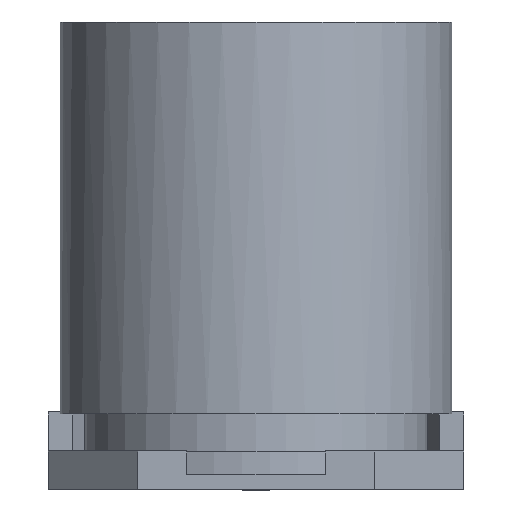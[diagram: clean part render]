
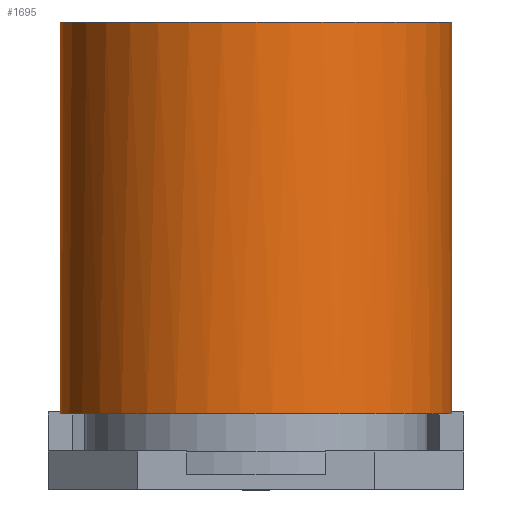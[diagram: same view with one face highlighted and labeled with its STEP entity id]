
A CAD part, left-side view. The second image highlights one B-rep face of the part: STEP entity #1695.
In plain terms, the highlighted cylindrical face has radius 9 mm (diameter 18 mm), a full revolution.
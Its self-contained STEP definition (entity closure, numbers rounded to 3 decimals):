
#1643 = EDGE_CURVE('',#1644,#1646,#1648,.T.);
#1644 = VERTEX_POINT('',#1645);
#1645 = CARTESIAN_POINT('',(9.,0.,3.499));
#1646 = VERTEX_POINT('',#1647);
#1647 = CARTESIAN_POINT('',(8.418,3.183,3.499));
#1648 = CIRCLE('',#1649,9.);
#1649 = AXIS2_PLACEMENT_3D('',#1650,#1651,#1652);
#1650 = CARTESIAN_POINT('',(0.,0.,3.499));
#1651 = DIRECTION('',(0.,0.,1.));
#1652 = DIRECTION('',(1.,0.,0.));
#1654 = EDGE_CURVE('',#1655,#1644,#1657,.T.);
#1655 = VERTEX_POINT('',#1656);
#1656 = CARTESIAN_POINT('',(8.418,-3.183,3.499));
#1657 = CIRCLE('',#1658,9.);
#1658 = AXIS2_PLACEMENT_3D('',#1659,#1660,#1661);
#1659 = CARTESIAN_POINT('',(0.,0.,3.499));
#1660 = DIRECTION('',(0.,0.,1.));
#1661 = DIRECTION('',(1.,0.,0.));
#1664 = VERTEX_POINT('',#1665);
#1665 = CARTESIAN_POINT('',(3.183,-8.418,3.499));
#1672 = EDGE_CURVE('',#1673,#1664,#1675,.T.);
#1673 = VERTEX_POINT('',#1674);
#1674 = CARTESIAN_POINT('',(3.183,8.418,3.499));
#1675 = CIRCLE('',#1676,9.);
#1676 = AXIS2_PLACEMENT_3D('',#1677,#1678,#1679);
#1677 = CARTESIAN_POINT('',(0.,0.,3.499));
#1678 = DIRECTION('',(0.,0.,1.));
#1679 = DIRECTION('',(1.,0.,0.));
#1695 = ADVANCED_FACE('',(#1696),#1763,.T.);
#1696 = FACE_BOUND('',#1697,.T.);
#1697 = EDGE_LOOP('',(#1698,#1706,#1707,#1715,#1724,#1730,#1731,#1739,
    #1748,#1754,#1755,#1756));
#1698 = ORIENTED_EDGE('',*,*,#1699,.F.);
#1699 = EDGE_CURVE('',#1644,#1700,#1702,.T.);
#1700 = VERTEX_POINT('',#1701);
#1701 = CARTESIAN_POINT('',(9.,0.,21.499));
#1702 = LINE('',#1703,#1704);
#1703 = CARTESIAN_POINT('',(9.,0.,3.499));
#1704 = VECTOR('',#1705,1.);
#1705 = DIRECTION('',(0.,0.,1.));
#1706 = ORIENTED_EDGE('',*,*,#1643,.T.);
#1707 = ORIENTED_EDGE('',*,*,#1708,.T.);
#1708 = EDGE_CURVE('',#1646,#1709,#1711,.T.);
#1709 = VERTEX_POINT('',#1710);
#1710 = CARTESIAN_POINT('',(8.418,3.183,3.583
    ));
#1711 = LINE('',#1712,#1713);
#1712 = CARTESIAN_POINT('',(8.418,3.183,0.717
    ));
#1713 = VECTOR('',#1714,1.);
#1714 = DIRECTION('',(0.,0.,1.));
#1715 = ORIENTED_EDGE('',*,*,#1716,.T.);
#1716 = EDGE_CURVE('',#1709,#1717,#1719,.T.);
#1717 = VERTEX_POINT('',#1718);
#1718 = CARTESIAN_POINT('',(3.183,8.418,3.583
    ));
#1719 = CIRCLE('',#1720,9.);
#1720 = AXIS2_PLACEMENT_3D('',#1721,#1722,#1723);
#1721 = CARTESIAN_POINT('',(0.,0.,3.583));
#1722 = DIRECTION('',(0.,0.,1.));
#1723 = DIRECTION('',(1.,0.,0.));
#1724 = ORIENTED_EDGE('',*,*,#1725,.F.);
#1725 = EDGE_CURVE('',#1673,#1717,#1726,.T.);
#1726 = LINE('',#1727,#1728);
#1727 = CARTESIAN_POINT('',(3.183,8.418,0.717
    ));
#1728 = VECTOR('',#1729,1.);
#1729 = DIRECTION('',(0.,0.,1.));
#1730 = ORIENTED_EDGE('',*,*,#1672,.T.);
#1731 = ORIENTED_EDGE('',*,*,#1732,.T.);
#1732 = EDGE_CURVE('',#1664,#1733,#1735,.T.);
#1733 = VERTEX_POINT('',#1734);
#1734 = CARTESIAN_POINT('',(3.183,-8.418,
    3.583));
#1735 = LINE('',#1736,#1737);
#1736 = CARTESIAN_POINT('',(3.183,-8.418,
    0.717));
#1737 = VECTOR('',#1738,1.);
#1738 = DIRECTION('',(0.,0.,1.));
#1739 = ORIENTED_EDGE('',*,*,#1740,.T.);
#1740 = EDGE_CURVE('',#1733,#1741,#1743,.T.);
#1741 = VERTEX_POINT('',#1742);
#1742 = CARTESIAN_POINT('',(8.418,-3.183,
    3.583));
#1743 = CIRCLE('',#1744,9.);
#1744 = AXIS2_PLACEMENT_3D('',#1745,#1746,#1747);
#1745 = CARTESIAN_POINT('',(0.,0.,3.583));
#1746 = DIRECTION('',(0.,0.,1.));
#1747 = DIRECTION('',(1.,0.,0.));
#1748 = ORIENTED_EDGE('',*,*,#1749,.F.);
#1749 = EDGE_CURVE('',#1655,#1741,#1750,.T.);
#1750 = LINE('',#1751,#1752);
#1751 = CARTESIAN_POINT('',(8.418,-3.183,
    0.717));
#1752 = VECTOR('',#1753,1.);
#1753 = DIRECTION('',(0.,0.,1.));
#1754 = ORIENTED_EDGE('',*,*,#1654,.T.);
#1755 = ORIENTED_EDGE('',*,*,#1699,.T.);
#1756 = ORIENTED_EDGE('',*,*,#1757,.F.);
#1757 = EDGE_CURVE('',#1700,#1700,#1758,.T.);
#1758 = CIRCLE('',#1759,9.);
#1759 = AXIS2_PLACEMENT_3D('',#1760,#1761,#1762);
#1760 = CARTESIAN_POINT('',(0.,0.,21.499));
#1761 = DIRECTION('',(0.,0.,1.));
#1762 = DIRECTION('',(1.,0.,0.));
#1763 = CYLINDRICAL_SURFACE('',#1764,9.);
#1764 = AXIS2_PLACEMENT_3D('',#1765,#1766,#1767);
#1765 = CARTESIAN_POINT('',(0.,0.,3.499));
#1766 = DIRECTION('',(0.,0.,1.));
#1767 = DIRECTION('',(1.,0.,0.));
